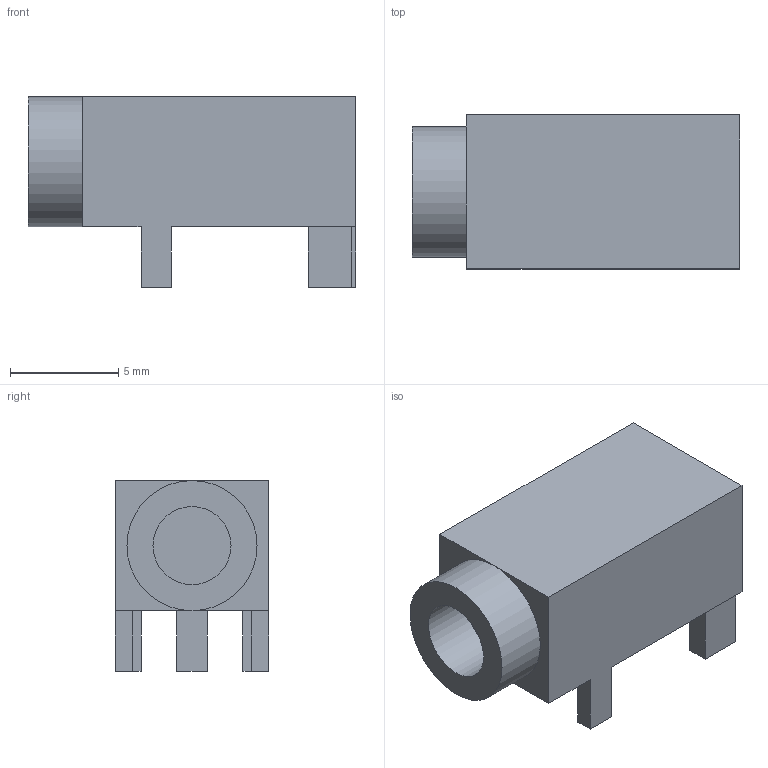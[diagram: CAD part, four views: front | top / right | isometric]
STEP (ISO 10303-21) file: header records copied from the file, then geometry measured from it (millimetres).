
FILE_DESCRIPTION(('FreeCAD Model'),'2;1');
FILE_NAME('JackPlug_FC68125.step','2021-02-02T12:35:34',('Author'),(''), 'Open CASCADE STEP processor 7.3','FreeCAD','Unknown');
FILE_SCHEMA(('AUTOMOTIVE_DESIGN { 1 0 10303 214 1 1 1 1 }'));
Length unit declared in the file: millimetre
Products named in the file (1): Body
Bounding box: 15.1 x 7.1 x 8.8 mm (x, y, z)
Volume: 601.8 mm3; surface area: 560.2 mm2
Topology: 1 solids, 1 shells, 33 faces, 82 edges, 54 vertices
Faces by surface type: plane 31, cylinder 2
Full cylindrical faces by diameter (mm): 3.6 x1, 6 x1
Entity records: 2065 total; most frequent: CARTESIAN_POINT 358, DIRECTION 316, LINE 234, VECTOR 234, ORIENTED_EDGE 164, PCURVE 164, DEFINITIONAL_REPRESENTATION 164, EDGE_CURVE 82
